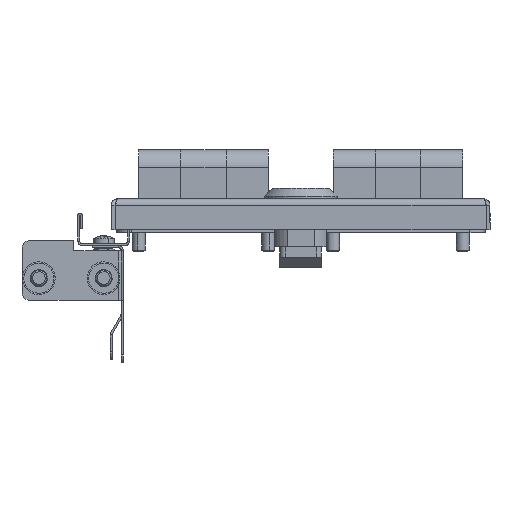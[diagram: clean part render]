
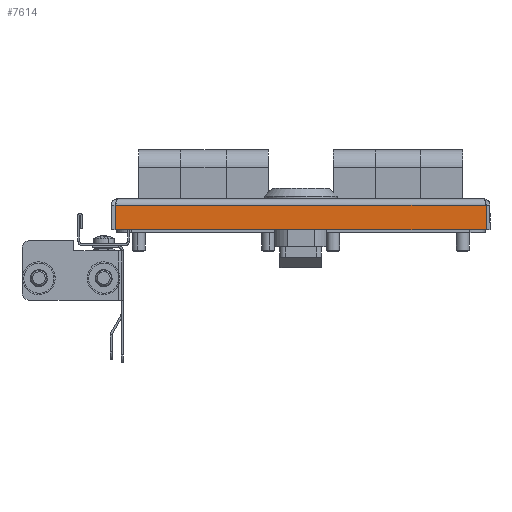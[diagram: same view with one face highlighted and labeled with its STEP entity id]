
A CAD part, left-side view. The second image highlights one B-rep face of the part: STEP entity #7614.
In plain terms, the highlighted planar face has unit normal (-1, 0, 0).
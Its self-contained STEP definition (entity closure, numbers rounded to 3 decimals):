
#175 = VECTOR ( 'NONE', #51200, 1000. ) ;
#1156 = CARTESIAN_POINT ( 'NONE',  ( -289.25, -71.531, -1.4 ) ) ;
#2909 = EDGE_CURVE ( 'NONE', #45592, #35717, #10650, .T. ) ;
#3785 = ORIENTED_EDGE ( 'NONE', *, *, #2909, .F. ) ;
#6412 = EDGE_LOOP ( 'NONE', ( #45510, #3785, #23823, #41818 ) ) ;
#6748 = CARTESIAN_POINT ( 'NONE',  ( -289.25, 71.528, -2.4 ) ) ;
#7159 = EDGE_CURVE ( 'NONE', #35717, #46325, #29006, .T. ) ;
#7384 = VECTOR ( 'NONE', #24630, 1000. ) ;
#7614 = ADVANCED_FACE ( 'NONE', ( #28871 ), #18411, .F. ) ;
#10650 = LINE ( 'NONE', #27398, #175 ) ;
#12751 = DIRECTION ( 'NONE',  ( 0., -1., 0. ) ) ;
#14123 = DIRECTION ( 'NONE',  ( 0., 0., -1. ) ) ;
#16526 = CARTESIAN_POINT ( 'NONE',  ( -289.25, -71.531, -2.4 ) ) ;
#16767 = DIRECTION ( 'NONE',  ( 0., 0., -1. ) ) ;
#18411 = PLANE ( 'NONE',  #46788 ) ;
#19212 = VERTEX_POINT ( 'NONE', #49558 ) ;
#21538 = VECTOR ( 'NONE', #16767, 1000. ) ;
#23823 = ORIENTED_EDGE ( 'NONE', *, *, #45357, .T. ) ;
#24630 = DIRECTION ( 'NONE',  ( 0., 0., -1. ) ) ;
#27398 = CARTESIAN_POINT ( 'NONE',  ( -289.25, -73.002, -2.4 ) ) ;
#28871 = FACE_OUTER_BOUND ( 'NONE', #6412, .T. ) ;
#29006 = LINE ( 'NONE', #1156, #21538 ) ;
#30075 = CARTESIAN_POINT ( 'NONE',  ( -289.25, -0.002, 0. ) ) ;
#32438 = CARTESIAN_POINT ( 'NONE',  ( -289.25, 71.528, 0. ) ) ;
#33419 = LINE ( 'NONE', #32438, #7384 ) ;
#33911 = VECTOR ( 'NONE', #12751, 1000. ) ;
#35717 = VERTEX_POINT ( 'NONE', #16526 ) ;
#36628 = EDGE_CURVE ( 'NONE', #19212, #46325, #44437, .T. ) ;
#36808 = CARTESIAN_POINT ( 'NONE',  ( -289.25, -0.002, -12. ) ) ;
#37830 = DIRECTION ( 'NONE',  ( 1., 0., 0. ) ) ;
#41818 = ORIENTED_EDGE ( 'NONE', *, *, #36628, .T. ) ;
#44437 = LINE ( 'NONE', #36808, #33911 ) ;
#45357 = EDGE_CURVE ( 'NONE', #45592, #19212, #33419, .T. ) ;
#45510 = ORIENTED_EDGE ( 'NONE', *, *, #7159, .F. ) ;
#45592 = VERTEX_POINT ( 'NONE', #6748 ) ;
#46325 = VERTEX_POINT ( 'NONE', #47406 ) ;
#46788 = AXIS2_PLACEMENT_3D ( 'NONE', #30075, #37830, #14123 ) ;
#47406 = CARTESIAN_POINT ( 'NONE',  ( -289.25, -71.531, -12. ) ) ;
#49558 = CARTESIAN_POINT ( 'NONE',  ( -289.25, 71.528, -12. ) ) ;
#51200 = DIRECTION ( 'NONE',  ( 0., -1., 0. ) ) ;
